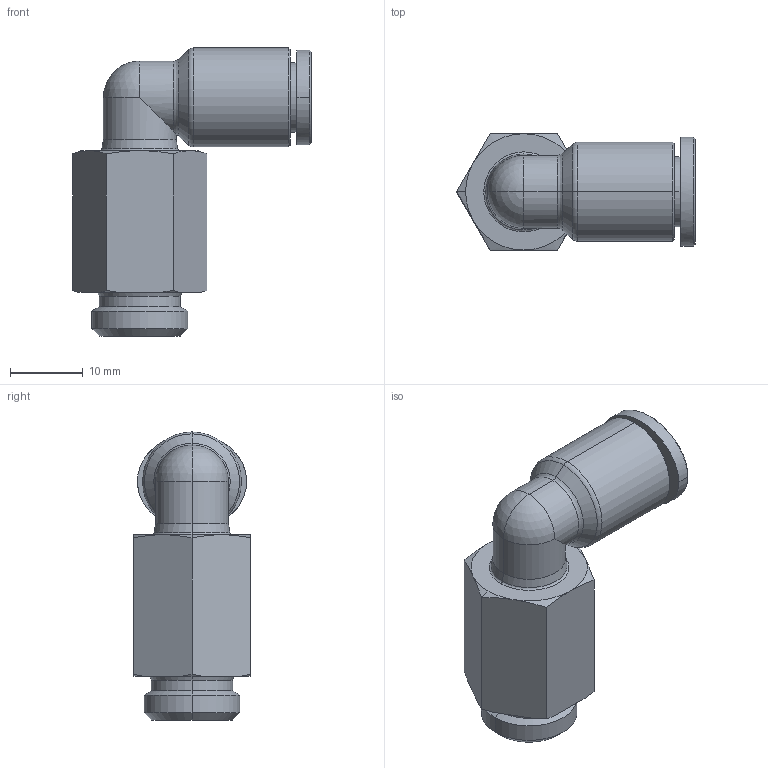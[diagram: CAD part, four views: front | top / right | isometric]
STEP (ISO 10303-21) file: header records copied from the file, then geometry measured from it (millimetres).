
FILE_DESCRIPTION((''),'2;1');
FILE_NAME('GPLL 08G02(3D).stp','2012-12-21T11:24:00',(''),(''),'Mechanical Desktop.R8.0.24.0','Mechanical Desktop.R8.0.24.0',', , ');
FILE_SCHEMA(('CONFIG_CONTROL_DESIGN'));
Length unit declared in the file: millimetre
Products named in the file (2): GPLL 08G02(3D); ºÎÇ°1
Assembly tree (1 placements, depth 2):
  GPLL 08G02(3D)
    ºÎÇ°1
Bounding box: 32.84 x 16 x 39.6 mm (x, y, z)
Volume: 6539 mm3; surface area: 4154.5 mm2
Topology: 1 solids, 1 shells, 447 faces, 1230 edges, 804 vertices
Faces by surface type: plane 347, cone 38, bspline 33, cylinder 25, sphere 2, torus 2
Entity records: 14890 total; most frequent: CARTESIAN_POINT 3503, ORIENTED_EDGE 2452, DIRECTION 2181, EDGE_CURVE 1226, VECTOR 1041, LINE 1041, VERTEX_POINT 804, AXIS2_PLACEMENT_3D 570
